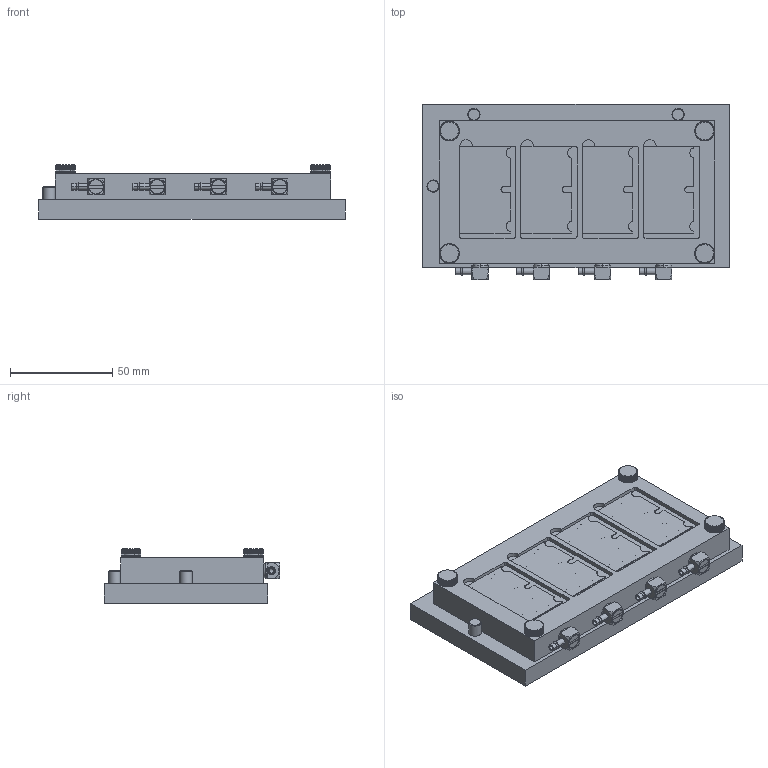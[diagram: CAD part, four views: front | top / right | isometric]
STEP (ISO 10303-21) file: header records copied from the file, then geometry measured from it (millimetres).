
FILE_DESCRIPTION(/* description */ (''),/* implementation_level */ '2;1');
FILE_NAME(/* name */ 'F10129577--_1-ASSY_ CMS2 ETL_ VACUUM CHUCK- SENSOR PACKAGE ASSY.stp',/* time_stamp */ '2020-07-09T15:44:06-05:00',/* author */ (''),/* organization */ (''),/* preprocessor_version */ 'ST-DEVELOPER v16',/* originating_system */ 'SIEMENS PLM Software NX 11.0',/* authorisation */ '');
FILE_SCHEMA (('AUTOMOTIVE_DESIGN { 1 0 10303 214 3 1 1 1 }'));
Products named in the file (7): F10112938--_1-MODULE_ CMS2 ETL_ SENSOR COVER PLT; FC0043161--_1-FITTING_ BARBED ADAPTER ELBOW_ 1_8 ID TUBE TO _10-32; FC0067267--_1-THUMB SCREW_ M3_0.5_ 16MM LG_ MCMASTER 9601A058; FC0043485--_1-DOWEL PIN_M6ODx16LG_AS; F10129576--_1-FIXTURE_ CMS2 ETL_ VACUUM CHUCK- SENSOR PACKAGE BASE FI
XTURE; F10129575--_1-FIXTURE_ CMS2 ETL_ VACUUM CHUCK- SENSOR PACKAGE TOP FIX
TURE; F10129577--_1-ASSY_ CMS2 ETL_ VACUUM CHUCK- SENSOR PACKAGE ASSY
Assembly tree (17 placements, depth 2):
  F10129577--_1-ASSY_ CMS2 ETL_ VACUUM CHUCK- SENSOR PACKAGE ASSY
    F10129575--_1-FIXTURE_ CMS2 ETL_ VACUUM CHUCK- SENSOR PACKAGE TOP FIX
TURE
    F10129576--_1-FIXTURE_ CMS2 ETL_ VACUUM CHUCK- SENSOR PACKAGE BASE FI
XTURE
    FC0043485--_1-DOWEL PIN_M6ODx16LG_AS  x3
    FC0067267--_1-THUMB SCREW_ M3_0.5_ 16MM LG_ MCMASTER 9601A058  x4
    FC0043161--_1-FITTING_ BARBED ADAPTER ELBOW_ 1_8 ID TUBE TO _10-32  x4
    F10112938--_1-MODULE_ CMS2 ETL_ SENSOR COVER PLT  x4
Bounding box: 150 x 85.77 x 26.62 mm (x, y, z)
Volume: 225532.1 mm3; surface area: 73005.4 mm2
Topology: 21 solids, 21 shells, 2078 faces, 5881 edges, 3885 vertices
Faces by surface type: cylinder 1054, plane 822, cone 142, bspline 36, torus 24
Full cylindrical faces by diameter (mm): 1.587 x4, 2.5 x4, 3.175 x4, 4.039 x4, 5.159 x4, 5.98 x3, 6 x3, 9.525 x4
Entity records: 26310 total; most frequent: CARTESIAN_POINT 10254, ORIENTED_EDGE 3398, DIRECTION 3263, EDGE_CURVE 1699, AXIS2_PLACEMENT_3D 1154, VERTEX_POINT 1143, LINE 955, VECTOR 955
